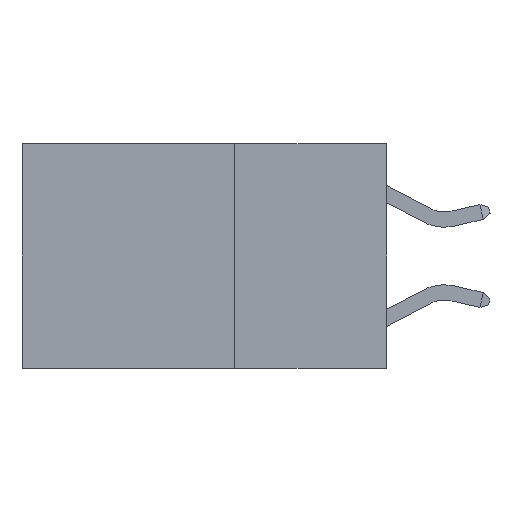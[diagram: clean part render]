
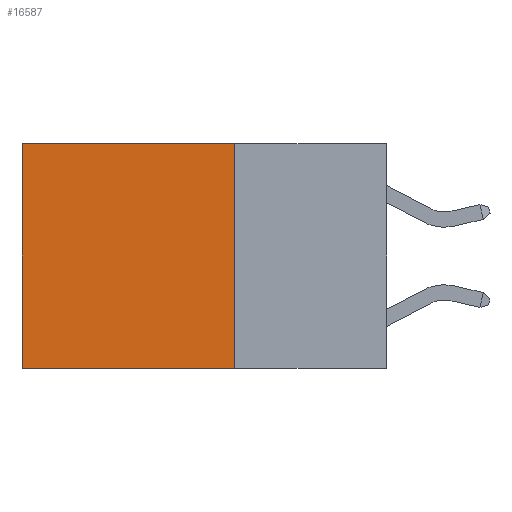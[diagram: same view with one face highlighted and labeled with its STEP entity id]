
A CAD part, left-side view. The second image highlights one B-rep face of the part: STEP entity #16587.
In plain terms, the highlighted planar face has unit normal (-1, 0, 0).
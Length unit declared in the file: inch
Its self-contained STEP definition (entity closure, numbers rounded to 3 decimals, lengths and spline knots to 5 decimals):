
#274 = EDGE_CURVE ( 'NONE', #318, #3754, #16848, .T. ) ;
#318 = VERTEX_POINT ( 'NONE', #13696 ) ;
#647 = EDGE_CURVE ( 'NONE', #12471, #18880, #14720, .T. ) ;
#2439 = CARTESIAN_POINT ( 'NONE',  ( 0.2625, 0.25, 0. ) ) ;
#3119 = CARTESIAN_POINT ( 'NONE',  ( 0.2625, 0.25, -0.37 ) ) ;
#3472 = EDGE_CURVE ( 'NONE', #12471, #318, #5797, .T. ) ;
#3754 = VERTEX_POINT ( 'NONE', #9720 ) ;
#4779 = DIRECTION ( 'NONE',  ( 1., 0., 0. ) ) ;
#5797 = LINE ( 'NONE', #12022, #13234 ) ;
#5865 = VECTOR ( 'NONE', #8904, 39.37008 ) ;
#6221 = CARTESIAN_POINT ( 'NONE',  ( 0.2625, 0.25, 0. ) ) ;
#6980 = DIRECTION ( 'NONE',  ( 0., 1., 0. ) ) ;
#8416 = LINE ( 'NONE', #17852, #5865 ) ;
#8451 = VECTOR ( 'NONE', #9136, 39.37008 ) ;
#8904 = DIRECTION ( 'NONE',  ( 0., 0., -1. ) ) ;
#9107 = FACE_OUTER_BOUND ( 'NONE', #16957, .T. ) ;
#9136 = DIRECTION ( 'NONE',  ( 0., 1., 0. ) ) ;
#9720 = CARTESIAN_POINT ( 'NONE',  ( 0.2625, 0.6, -0.37 ) ) ;
#9803 = CARTESIAN_POINT ( 'NONE',  ( 0.2625, 0.25, 0. ) ) ;
#9816 = VECTOR ( 'NONE', #6980, 39.37008 ) ;
#12022 = CARTESIAN_POINT ( 'NONE',  ( 0.2625, 0.25, 0. ) ) ;
#12471 = VERTEX_POINT ( 'NONE', #9803 ) ;
#13234 = VECTOR ( 'NONE', #14960, 39.37008 ) ;
#13696 = CARTESIAN_POINT ( 'NONE',  ( 0.2625, 0.25, -0.37 ) ) ;
#13711 = PLANE ( 'NONE',  #13973 ) ;
#13973 = AXIS2_PLACEMENT_3D ( 'NONE', #6221, #4779, #15202 ) ;
#14720 = LINE ( 'NONE', #2439, #9816 ) ;
#14960 = DIRECTION ( 'NONE',  ( 0., 0., -1. ) ) ;
#15202 = DIRECTION ( 'NONE',  ( 0., 0., -1. ) ) ;
#16421 = EDGE_CURVE ( 'NONE', #18880, #3754, #8416, .T. ) ;
#16587 = ADVANCED_FACE ( 'NONE', ( #9107 ), #13711, .F. ) ;
#16848 = LINE ( 'NONE', #3119, #8451 ) ;
#16957 = EDGE_LOOP ( 'NONE', ( #19199, #18502, #18833, #17018 ) ) ;
#17018 = ORIENTED_EDGE ( 'NONE', *, *, #647, .T. ) ;
#17852 = CARTESIAN_POINT ( 'NONE',  ( 0.2625, 0.6, 0. ) ) ;
#18502 = ORIENTED_EDGE ( 'NONE', *, *, #274, .F. ) ;
#18701 = CARTESIAN_POINT ( 'NONE',  ( 0.2625, 0.6, 0. ) ) ;
#18833 = ORIENTED_EDGE ( 'NONE', *, *, #3472, .F. ) ;
#18880 = VERTEX_POINT ( 'NONE', #18701 ) ;
#19199 = ORIENTED_EDGE ( 'NONE', *, *, #16421, .T. ) ;
